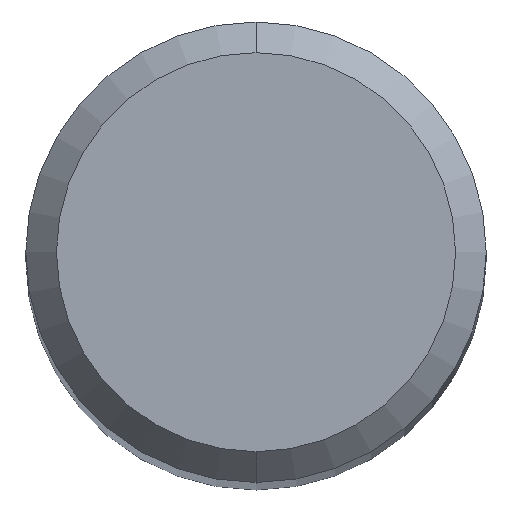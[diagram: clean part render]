
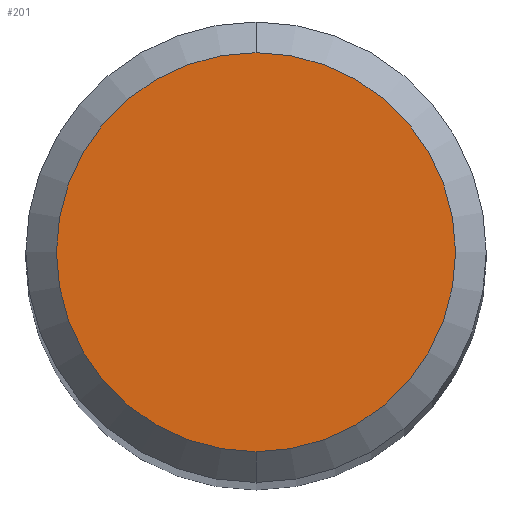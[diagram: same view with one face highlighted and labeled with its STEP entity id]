
A CAD part, top view. The second image highlights one B-rep face of the part: STEP entity #201.
In plain terms, the highlighted planar face has unit normal (0, 0, 1).
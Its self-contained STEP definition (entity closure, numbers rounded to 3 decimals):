
#99=VERTEX_POINT('',#242);
#125=VERTEX_POINT('',#272);
#143=EDGE_CURVE('',#125,#99,#292,.T.);
#195=EDGE_CURVE('',#99,#125,#351,.T.);
#201=ADVANCED_FACE('',(#358),#359,.T.);
#242=CARTESIAN_POINT('',(0.,-2.6,0.0));
#272=CARTESIAN_POINT('',(0.0,2.6,0.0));
#292=CIRCLE('',#457,2.6);
#351=CIRCLE('',#532,2.6);
#358=FACE_OUTER_BOUND('',#540,.T.);
#359=PLANE('',#541);
#457=AXIS2_PLACEMENT_3D('',#641,#642,#643);
#532=AXIS2_PLACEMENT_3D('',#715,#716,#717);
#540=EDGE_LOOP('',(#730,#731));
#541=AXIS2_PLACEMENT_3D('',#732,#733,#734);
#641=CARTESIAN_POINT('',(0.0,0.0,0.0));
#642=DIRECTION('',(0.0,0.0,-1.0));
#643=DIRECTION('',(0.0,1.0,0.0));
#715=CARTESIAN_POINT('',(0.0,0.0,0.0));
#716=DIRECTION('',(0.0,0.0,-1.0));
#717=DIRECTION('',(0.0,1.0,0.0));
#730=ORIENTED_EDGE('',*,*,#143,.F.);
#731=ORIENTED_EDGE('',*,*,#195,.F.);
#732=CARTESIAN_POINT('',(0.0,1.3,0.0));
#733=DIRECTION('',(-0.0,0.0,1.0));
#734=DIRECTION('',(0.0,-1.0,0.0));
